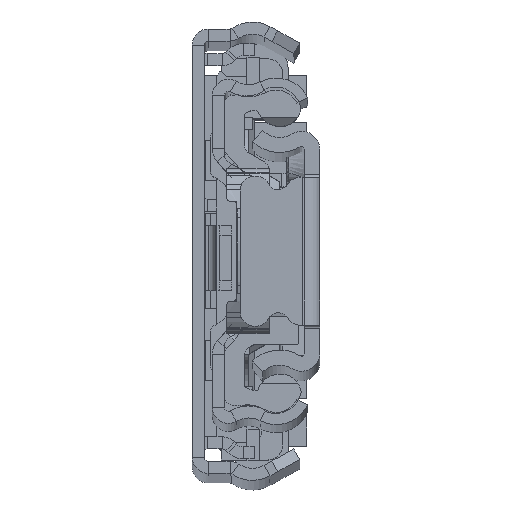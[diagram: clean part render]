
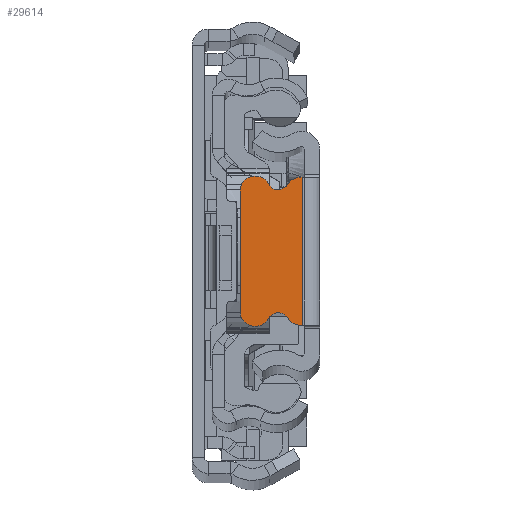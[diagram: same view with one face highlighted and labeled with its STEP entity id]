
A CAD part, top view. The second image highlights one B-rep face of the part: STEP entity #29614.
In plain terms, the highlighted planar face has unit normal (0, 0, 1).
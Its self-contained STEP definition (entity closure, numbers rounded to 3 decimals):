
#188 = CARTESIAN_POINT ( 'NONE',  ( -7.929, -6., 0. ) ) ;
#1099 = VECTOR ( 'NONE', #25636, 1000. ) ;
#1144 = CARTESIAN_POINT ( 'NONE',  ( -1.75, -7.37, 0. ) ) ;
#1642 = AXIS2_PLACEMENT_3D ( 'NONE', #4480, #11811, #16892 ) ;
#2025 = DIRECTION ( 'NONE',  ( 1., 0., 0. ) ) ;
#2192 = CIRCLE ( 'NONE', #10628, 1.5 ) ;
#3374 = CARTESIAN_POINT ( 'NONE',  ( -1.75, 7.37, 0. ) ) ;
#3435 = EDGE_CURVE ( 'NONE', #21465, #5225, #10769, .T. ) ;
#3669 = DIRECTION ( 'NONE',  ( 0., 0., 1. ) ) ;
#3788 = VERTEX_POINT ( 'NONE', #10388 ) ;
#4480 = CARTESIAN_POINT ( 'NONE',  ( -4.142, 7.236, 0. ) ) ;
#4590 = LINE ( 'NONE', #7406, #27691 ) ;
#5225 = VERTEX_POINT ( 'NONE', #1144 ) ;
#5448 = CIRCLE ( 'NONE', #7170, 1.5 ) ;
#5710 = DIRECTION ( 'NONE',  ( -1., 0., 0. ) ) ;
#5752 = ORIENTED_EDGE ( 'NONE', *, *, #10602, .T. ) ;
#6324 = CARTESIAN_POINT ( 'NONE',  ( 542.471, 0., 0. ) ) ;
#6832 = EDGE_CURVE ( 'NONE', #24072, #33849, #2192, .T. ) ;
#6971 = EDGE_CURVE ( 'NONE', #5225, #33849, #19083, .T. ) ;
#7170 = AXIS2_PLACEMENT_3D ( 'NONE', #11024, #32368, #24425 ) ;
#7406 = CARTESIAN_POINT ( 'NONE',  ( -1.929, 7.37, 0. ) ) ;
#7767 = EDGE_CURVE ( 'NONE', #21459, #24270, #8401, .T. ) ;
#7789 = CARTESIAN_POINT ( 'NONE',  ( -1.75, 0., 0. ) ) ;
#8230 = AXIS2_PLACEMENT_3D ( 'NONE', #11862, #12034, #11684 ) ;
#8401 = LINE ( 'NONE', #16472, #1099 ) ;
#10070 = ORIENTED_EDGE ( 'NONE', *, *, #18158, .T. ) ;
#10388 = CARTESIAN_POINT ( 'NONE',  ( -5.109, -6.713, 0. ) ) ;
#10602 = EDGE_CURVE ( 'NONE', #25713, #33333, #30327, .T. ) ;
#10628 = AXIS2_PLACEMENT_3D ( 'NONE', #21039, #31810, #2025 ) ;
#10769 = LINE ( 'NONE', #7789, #21696 ) ;
#11024 = CARTESIAN_POINT ( 'NONE',  ( -1.929, 5.87, 0. ) ) ;
#11466 = DIRECTION ( 'NONE',  ( 0., 0., -1. ) ) ;
#11684 = DIRECTION ( 'NONE',  ( 1., 0., 0. ) ) ;
#11811 = DIRECTION ( 'NONE',  ( 0., 0., -1. ) ) ;
#11850 = AXIS2_PLACEMENT_3D ( 'NONE', #6324, #3669, #14388 ) ;
#11862 = CARTESIAN_POINT ( 'NONE',  ( -6.429, -6., 0. ) ) ;
#12034 = DIRECTION ( 'NONE',  ( 0., 0., 1. ) ) ;
#12742 = EDGE_LOOP ( 'NONE', ( #16627, #24901, #14642, #5752, #10070, #15766, #22759, #28157, #32330, #27161 ) ) ;
#14101 = CARTESIAN_POINT ( 'NONE',  ( -6.429, 6., 0. ) ) ;
#14388 = DIRECTION ( 'NONE',  ( 1., 0., 0. ) ) ;
#14642 = ORIENTED_EDGE ( 'NONE', *, *, #23331, .T. ) ;
#15110 = EDGE_CURVE ( 'NONE', #33773, #21465, #4590, .T. ) ;
#15766 = ORIENTED_EDGE ( 'NONE', *, *, #7767, .T. ) ;
#16472 = CARTESIAN_POINT ( 'NONE',  ( -7.929, -6., 0. ) ) ;
#16627 = ORIENTED_EDGE ( 'NONE', *, *, #3435, .F. ) ;
#16723 = CARTESIAN_POINT ( 'NONE',  ( -4.142, -7.236, 0. ) ) ;
#16892 = DIRECTION ( 'NONE',  ( 1., 0., 0. ) ) ;
#17029 = FACE_OUTER_BOUND ( 'NONE', #12742, .T. ) ;
#17241 = CARTESIAN_POINT ( 'NONE',  ( -1.929, -7.37, 0. ) ) ;
#17900 = EDGE_CURVE ( 'NONE', #24270, #3788, #33552, .T. ) ;
#18158 = EDGE_CURVE ( 'NONE', #33333, #21459, #22869, .T. ) ;
#19083 = LINE ( 'NONE', #17241, #25867 ) ;
#19194 = CARTESIAN_POINT ( 'NONE',  ( -1.929, -7.37, 0. ) ) ;
#21039 = CARTESIAN_POINT ( 'NONE',  ( -1.929, -5.87, 0. ) ) ;
#21459 = VERTEX_POINT ( 'NONE', #30868 ) ;
#21465 = VERTEX_POINT ( 'NONE', #3374 ) ;
#21694 = DIRECTION ( 'NONE',  ( -1., 0., 0. ) ) ;
#21696 = VECTOR ( 'NONE', #32622, 1000. ) ;
#22759 = ORIENTED_EDGE ( 'NONE', *, *, #17900, .T. ) ;
#22869 = CIRCLE ( 'NONE', #30184, 1.5 ) ;
#22919 = DIRECTION ( 'NONE',  ( 1., 0., 0. ) ) ;
#22923 = DIRECTION ( 'NONE',  ( -1., 0., 0. ) ) ;
#23088 = CIRCLE ( 'NONE', #32657, 1.1 ) ;
#23331 = EDGE_CURVE ( 'NONE', #33773, #25713, #5448, .T. ) ;
#24072 = VERTEX_POINT ( 'NONE', #33529 ) ;
#24270 = VERTEX_POINT ( 'NONE', #188 ) ;
#24425 = DIRECTION ( 'NONE',  ( -1., 0., 0. ) ) ;
#24901 = ORIENTED_EDGE ( 'NONE', *, *, #15110, .F. ) ;
#25080 = CARTESIAN_POINT ( 'NONE',  ( -5.109, 6.713, 0. ) ) ;
#25636 = DIRECTION ( 'NONE',  ( 0., -1., 0. ) ) ;
#25713 = VERTEX_POINT ( 'NONE', #28586 ) ;
#25867 = VECTOR ( 'NONE', #5710, 1000. ) ;
#27161 = ORIENTED_EDGE ( 'NONE', *, *, #6971, .F. ) ;
#27691 = VECTOR ( 'NONE', #22919, 1000. ) ;
#28157 = ORIENTED_EDGE ( 'NONE', *, *, #30783, .T. ) ;
#28586 = CARTESIAN_POINT ( 'NONE',  ( -3.206, 6.658, 0. ) ) ;
#29614 = ADVANCED_FACE ( 'NONE', ( #17029 ), #30469, .T. ) ;
#29982 = CARTESIAN_POINT ( 'NONE',  ( -1.929, 7.37, 0. ) ) ;
#30184 = AXIS2_PLACEMENT_3D ( 'NONE', #14101, #34732, #21694 ) ;
#30327 = CIRCLE ( 'NONE', #1642, 1.1 ) ;
#30469 = PLANE ( 'NONE',  #11850 ) ;
#30783 = EDGE_CURVE ( 'NONE', #3788, #24072, #23088, .T. ) ;
#30868 = CARTESIAN_POINT ( 'NONE',  ( -7.929, 6., 0. ) ) ;
#31810 = DIRECTION ( 'NONE',  ( 0., 0., 1. ) ) ;
#32330 = ORIENTED_EDGE ( 'NONE', *, *, #6832, .T. ) ;
#32368 = DIRECTION ( 'NONE',  ( 0., 0., 1. ) ) ;
#32622 = DIRECTION ( 'NONE',  ( 0., -1., 0. ) ) ;
#32657 = AXIS2_PLACEMENT_3D ( 'NONE', #16723, #11466, #22923 ) ;
#33333 = VERTEX_POINT ( 'NONE', #25080 ) ;
#33529 = CARTESIAN_POINT ( 'NONE',  ( -3.206, -6.658, 0. ) ) ;
#33552 = CIRCLE ( 'NONE', #8230, 1.5 ) ;
#33773 = VERTEX_POINT ( 'NONE', #29982 ) ;
#33849 = VERTEX_POINT ( 'NONE', #19194 ) ;
#34732 = DIRECTION ( 'NONE',  ( 0., 0., 1. ) ) ;
